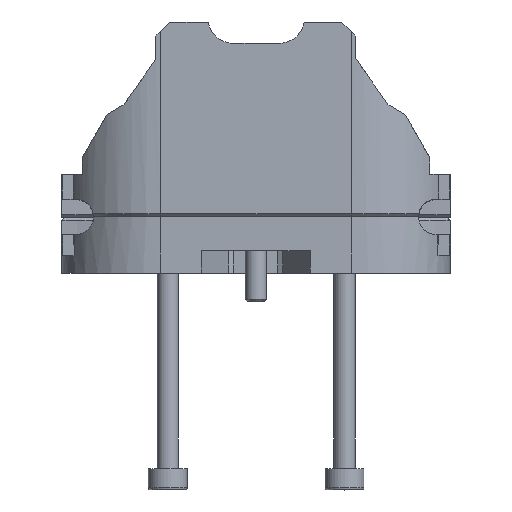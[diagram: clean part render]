
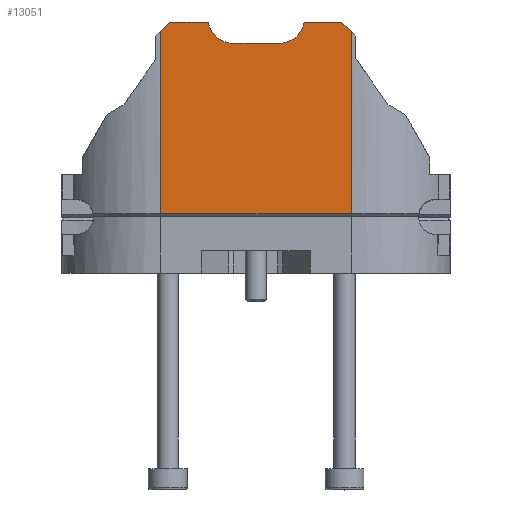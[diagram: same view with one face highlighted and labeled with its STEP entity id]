
A CAD part, top view. The second image highlights one B-rep face of the part: STEP entity #13051.
In plain terms, the highlighted face is planar.
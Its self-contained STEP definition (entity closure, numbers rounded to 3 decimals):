
#934=CIRCLE('',#13601,3.5);
#935=CIRCLE('',#13604,3.5);
#1690=FACE_OUTER_BOUND('',#2457,.T.);
#2457=EDGE_LOOP('',(#10309,#10310,#10311,#10312,#10313,#10314,#10315,#10316,
#10317,#10318));
#3039=LINE('',#18569,#4187);
#3044=LINE('',#18577,#4192);
#3050=LINE('',#18590,#4198);
#3053=LINE('',#18598,#4201);
#3057=LINE('',#18607,#4205);
#3602=LINE('',#20836,#4750);
#3608=LINE('',#20854,#4756);
#3609=LINE('',#20856,#4757);
#4187=VECTOR('',#15019,10.);
#4192=VECTOR('',#15026,10.);
#4198=VECTOR('',#15036,10.);
#4201=VECTOR('',#15041,10.);
#4205=VECTOR('',#15049,10.);
#4750=VECTOR('',#16530,10.);
#4756=VECTOR('',#16554,10.);
#4757=VECTOR('',#16557,10.);
#5287=VERTEX_POINT('',#18526);
#5288=VERTEX_POINT('',#18528);
#5292=VERTEX_POINT('',#18540);
#5293=VERTEX_POINT('',#18541);
#5304=VERTEX_POINT('',#18566);
#5305=VERTEX_POINT('',#18568);
#5315=VERTEX_POINT('',#18595);
#5316=VERTEX_POINT('',#18597);
#5561=VERTEX_POINT('',#19394);
#5562=VERTEX_POINT('',#19398);
#6589=EDGE_CURVE('',#5288,#5287,#934,.F.);
#6595=EDGE_CURVE('',#5292,#5293,#935,.T.);
#6608=EDGE_CURVE('',#5305,#5304,#3039,.T.);
#6613=EDGE_CURVE('',#5292,#5305,#3044,.T.);
#6620=EDGE_CURVE('',#5293,#5287,#3050,.T.);
#6623=EDGE_CURVE('',#5316,#5315,#3053,.T.);
#6628=EDGE_CURVE('',#5315,#5288,#3057,.T.);
#7394=EDGE_CURVE('',#5561,#5562,#3602,.T.);
#7401=EDGE_CURVE('',#5304,#5562,#3608,.T.);
#7402=EDGE_CURVE('',#5561,#5316,#3609,.T.);
#10309=ORIENTED_EDGE('',*,*,#7401,.T.);
#10310=ORIENTED_EDGE('',*,*,#7394,.F.);
#10311=ORIENTED_EDGE('',*,*,#7402,.T.);
#10312=ORIENTED_EDGE('',*,*,#6623,.T.);
#10313=ORIENTED_EDGE('',*,*,#6628,.T.);
#10314=ORIENTED_EDGE('',*,*,#6589,.T.);
#10315=ORIENTED_EDGE('',*,*,#6620,.F.);
#10316=ORIENTED_EDGE('',*,*,#6595,.F.);
#10317=ORIENTED_EDGE('',*,*,#6613,.T.);
#10318=ORIENTED_EDGE('',*,*,#6608,.T.);
#12539=PLANE('',#14092);
#13051=ADVANCED_FACE('',(#1690),#12539,.T.);
#13601=AXIS2_PLACEMENT_3D('',#18529,#14988,#14989);
#13604=AXIS2_PLACEMENT_3D('',#18542,#14999,#15000);
#14092=AXIS2_PLACEMENT_3D('',#20855,#16555,#16556);
#14988=DIRECTION('center_axis',(0.,-1.,0.));
#14989=DIRECTION('ref_axis',(0.99,0.,-0.141));
#14999=DIRECTION('center_axis',(0.,-1.,0.));
#15000=DIRECTION('ref_axis',(-0.99,0.,-0.141));
#15019=DIRECTION('',(-0.707,0.,-0.707));
#15026=DIRECTION('',(-1.,0.,0.));
#15036=DIRECTION('',(1.,0.,0.));
#15041=DIRECTION('',(-0.707,0.,0.707));
#15049=DIRECTION('',(-1.,0.,0.));
#16530=DIRECTION('',(-1.,0.,0.));
#16554=DIRECTION('',(0.,0.,-1.));
#16555=DIRECTION('center_axis',(0.,-1.,0.));
#16556=DIRECTION('ref_axis',(1.,0.,0.));
#16557=DIRECTION('',(0.,0.,1.));
#18526=CARTESIAN_POINT('',(3.347,-151.704,106.482));
#18528=CARTESIAN_POINT('',(6.812,-151.704,109.488));
#18529=CARTESIAN_POINT('Origin',(3.347,-151.704,109.982));
#18540=CARTESIAN_POINT('',(-6.75,-151.704,109.488));
#18541=CARTESIAN_POINT('',(-3.285,-151.704,106.482));
#18542=CARTESIAN_POINT('Origin',(-3.285,-151.704,109.982));
#18566=CARTESIAN_POINT('',(-13.5,-151.704,108.199));
#18568=CARTESIAN_POINT('',(-12.21,-151.704,109.488));
#18569=CARTESIAN_POINT('',(-15.577,-151.704,106.122));
#18577=CARTESIAN_POINT('',(0.,-151.704,109.488));
#18590=CARTESIAN_POINT('',(-6.75,-151.704,106.482));
#18595=CARTESIAN_POINT('',(12.139,-151.704,109.488));
#18597=CARTESIAN_POINT('',(13.5,-151.704,108.128));
#18598=CARTESIAN_POINT('',(15.523,-151.704,106.104));
#18607=CARTESIAN_POINT('',(0.,-151.704,109.488));
#19394=CARTESIAN_POINT('',(13.5,-151.704,82.312));
#19398=CARTESIAN_POINT('',(-13.5,-151.704,82.312));
#20836=CARTESIAN_POINT('',(-12.041,-151.704,82.312));
#20854=CARTESIAN_POINT('',(-13.5,-151.704,76.912));
#20855=CARTESIAN_POINT('Origin',(-13.5,-151.704,76.912));
#20856=CARTESIAN_POINT('',(13.5,-151.704,76.912));
